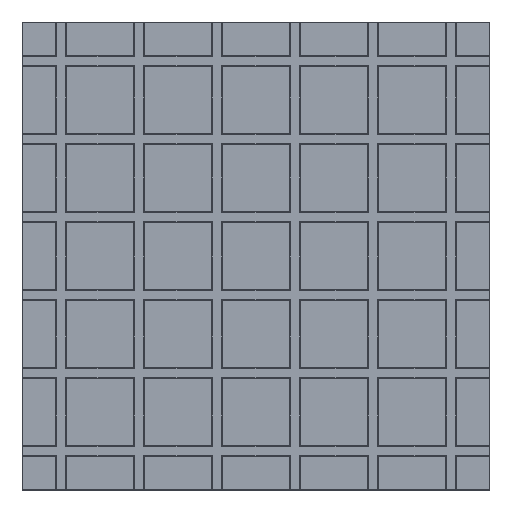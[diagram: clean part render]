
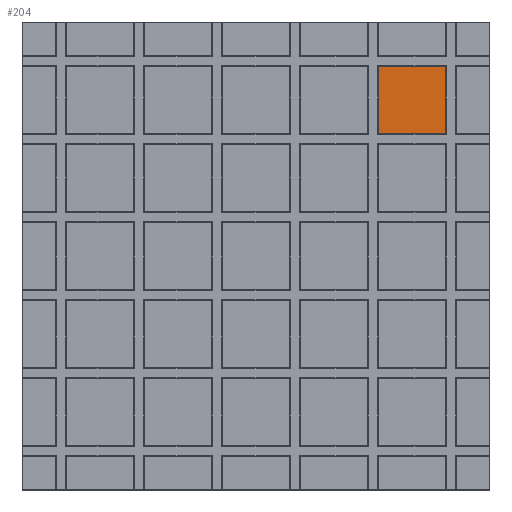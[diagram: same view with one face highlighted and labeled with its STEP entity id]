
A CAD part, top view. The second image highlights one B-rep face of the part: STEP entity #204.
In plain terms, the highlighted planar face has unit normal (0, 0, 1).
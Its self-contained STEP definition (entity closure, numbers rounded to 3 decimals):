
#204 = ADVANCED_FACE( '', ( #1023 ), #1024, .T. );
#1023 = FACE_OUTER_BOUND( '', #2412, .T. );
#1024 = PLANE( '', #2413 );
#2412 = EDGE_LOOP( '', ( #4976, #4977, #4978, #4979 ) );
#2413 = AXIS2_PLACEMENT_3D( '', #4980, #4981, #4982 );
#4976 = ORIENTED_EDGE( '', *, *, #9768, .F. );
#4977 = ORIENTED_EDGE( '', *, *, #9628, .T. );
#4978 = ORIENTED_EDGE( '', *, *, #9767, .T. );
#4979 = ORIENTED_EDGE( '', *, *, #9764, .F. );
#4980 = CARTESIAN_POINT( '', ( -300., -300., 60. ) );
#4981 = DIRECTION( '', ( 0., 0., 1. ) );
#4982 = DIRECTION( '', ( 1., 0., 0. ) );
#9628 = EDGE_CURVE( '', #11916, #11917, #11918, .T. );
#9764 = EDGE_CURVE( '', #12168, #12170, #12171, .T. );
#9767 = EDGE_CURVE( '', #11917, #12170, #12174, .T. );
#9768 = EDGE_CURVE( '', #11916, #12168, #12175, .T. );
#11916 = VERTEX_POINT( '', #15482 );
#11917 = VERTEX_POINT( '', #15483 );
#11918 = LINE( '', #15484, #15485 );
#12168 = VERTEX_POINT( '', #15869 );
#12170 = VERTEX_POINT( '', #15872 );
#12171 = LINE( '', #15873, #15874 );
#12174 = LINE( '', #15879, #15880 );
#12175 = LINE( '', #15881, #15882 );
#15482 = CARTESIAN_POINT( '', ( 157., 243., 60. ) );
#15483 = CARTESIAN_POINT( '', ( 157., 157., 60. ) );
#15484 = CARTESIAN_POINT( '', ( 157., 550.647, 60. ) );
#15485 = VECTOR( '', #18908, 1000. );
#15869 = CARTESIAN_POINT( '', ( 243., 243., 60. ) );
#15872 = CARTESIAN_POINT( '', ( 243., 157., 60. ) );
#15873 = CARTESIAN_POINT( '', ( 243., 550.647, 60. ) );
#15874 = VECTOR( '', #19044, 1000. );
#15879 = CARTESIAN_POINT( '', ( -550.647, 157., 60. ) );
#15880 = VECTOR( '', #19047, 1000. );
#15881 = CARTESIAN_POINT( '', ( -550.647, 243., 60. ) );
#15882 = VECTOR( '', #19048, 1000. );
#18908 = DIRECTION( '', ( 0., -1., 0. ) );
#19044 = DIRECTION( '', ( 0., -1., 0. ) );
#19047 = DIRECTION( '', ( 1., 0., 0. ) );
#19048 = DIRECTION( '', ( 1., 0., 0. ) );
